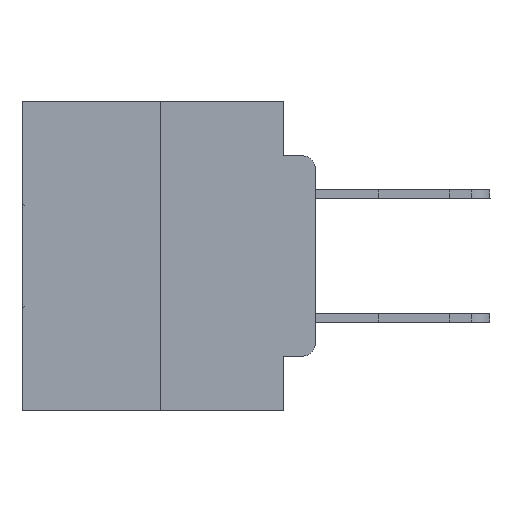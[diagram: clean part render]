
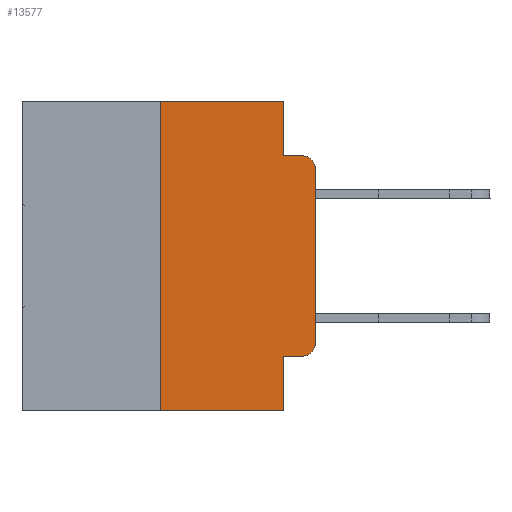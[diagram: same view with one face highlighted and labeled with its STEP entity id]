
A CAD part, left-side view. The second image highlights one B-rep face of the part: STEP entity #13577.
In plain terms, the highlighted planar face has unit normal (-1, 0, 0).
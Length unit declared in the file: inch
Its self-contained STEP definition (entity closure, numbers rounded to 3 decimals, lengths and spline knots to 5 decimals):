
#120 = CARTESIAN_POINT ( 'NONE',  ( 0., 0.25, 0. ) ) ;
#204 = EDGE_CURVE ( 'NONE', #18758, #15085, #3390, .T. ) ;
#227 = DIRECTION ( 'NONE',  ( 0., 0., 1. ) ) ;
#955 = AXIS2_PLACEMENT_3D ( 'NONE', #7740, #24873, #10256 ) ;
#1241 = AXIS2_PLACEMENT_3D ( 'NONE', #6478, #26136, #11551 ) ;
#1358 = PLANE ( 'NONE',  #1241 ) ;
#1599 = CARTESIAN_POINT ( 'NONE',  ( 0., 0.051, -0.0885 ) ) ;
#1620 = CARTESIAN_POINT ( 'NONE',  ( 0., 0.051, -0.4115 ) ) ;
#1878 = CARTESIAN_POINT ( 'NONE',  ( 0., 0., -0.1085 ) ) ;
#2171 = LINE ( 'NONE', #25278, #8955 ) ;
#2371 = VERTEX_POINT ( 'NONE', #20042 ) ;
#2748 = EDGE_CURVE ( 'NONE', #8709, #7865, #24850, .T. ) ;
#3390 = LINE ( 'NONE', #26478, #28822 ) ;
#3900 = CARTESIAN_POINT ( 'NONE',  ( 0., 0.02, -0.1085 ) ) ;
#4247 = LINE ( 'NONE', #1620, #10192 ) ;
#4567 = LINE ( 'NONE', #1599, #27689 ) ;
#5201 = VECTOR ( 'NONE', #26377, 39.37008 ) ;
#5530 = AXIS2_PLACEMENT_3D ( 'NONE', #3900, #21239, #6451 ) ;
#5787 = VERTEX_POINT ( 'NONE', #19621 ) ;
#6451 = DIRECTION ( 'NONE',  ( 0., 0., -1. ) ) ;
#6478 = CARTESIAN_POINT ( 'NONE',  ( 0., 0.473, 0. ) ) ;
#6522 = VECTOR ( 'NONE', #21817, 39.37008 ) ;
#6694 = CARTESIAN_POINT ( 'NONE',  ( 0., 0.051, -0.4115 ) ) ;
#7567 = ORIENTED_EDGE ( 'NONE', *, *, #26116, .T. ) ;
#7740 = CARTESIAN_POINT ( 'NONE',  ( 0., 0.02, -0.3915 ) ) ;
#7865 = VERTEX_POINT ( 'NONE', #28113 ) ;
#8709 = VERTEX_POINT ( 'NONE', #21382 ) ;
#8955 = VECTOR ( 'NONE', #27732, 39.37008 ) ;
#9281 = DIRECTION ( 'NONE',  ( 0., -1., 0. ) ) ;
#9726 = EDGE_CURVE ( 'NONE', #21770, #2371, #25968, .T. ) ;
#10192 = VECTOR ( 'NONE', #9281, 39.37008 ) ;
#10256 = DIRECTION ( 'NONE',  ( 0., 0., -1. ) ) ;
#10330 = ORIENTED_EDGE ( 'NONE', *, *, #11420, .T. ) ;
#10709 = ORIENTED_EDGE ( 'NONE', *, *, #19615, .F. ) ;
#11420 = EDGE_CURVE ( 'NONE', #28741, #21770, #4247, .T. ) ;
#11551 = DIRECTION ( 'NONE',  ( 0., 0., -1. ) ) ;
#11811 = LINE ( 'NONE', #19455, #24745 ) ;
#11898 = ORIENTED_EDGE ( 'NONE', *, *, #9726, .T. ) ;
#11917 = CARTESIAN_POINT ( 'NONE',  ( 0., 0.051, -0.0885 ) ) ;
#12143 = CIRCLE ( 'NONE', #5530, 0.02 ) ;
#12396 = FACE_OUTER_BOUND ( 'NONE', #13709, .T. ) ;
#12770 = CARTESIAN_POINT ( 'NONE',  ( 0., 0.051, 0. ) ) ;
#13088 = EDGE_CURVE ( 'NONE', #28741, #7865, #13199, .T. ) ;
#13199 = LINE ( 'NONE', #19385, #6522 ) ;
#13577 = ADVANCED_FACE ( 'NONE', ( #12396 ), #1358, .F. ) ;
#13709 = EDGE_LOOP ( 'NONE', ( #7567, #28627, #16467, #10709, #18782, #31667, #26740, #14571, #10330, #11898 ) ) ;
#14556 = DIRECTION ( 'NONE',  ( 0., 0., -1. ) ) ;
#14571 = ORIENTED_EDGE ( 'NONE', *, *, #13088, .F. ) ;
#14873 = VERTEX_POINT ( 'NONE', #11917 ) ;
#15085 = VERTEX_POINT ( 'NONE', #12770 ) ;
#16347 = EDGE_CURVE ( 'NONE', #8709, #18758, #27249, .T. ) ;
#16467 = ORIENTED_EDGE ( 'NONE', *, *, #21243, .F. ) ;
#18758 = VERTEX_POINT ( 'NONE', #23528 ) ;
#18782 = ORIENTED_EDGE ( 'NONE', *, *, #204, .F. ) ;
#19385 = CARTESIAN_POINT ( 'NONE',  ( 0., 0.051, 0. ) ) ;
#19455 = CARTESIAN_POINT ( 'NONE',  ( 0., 0.051, 0. ) ) ;
#19615 = EDGE_CURVE ( 'NONE', #15085, #14873, #11811, .T. ) ;
#19621 = CARTESIAN_POINT ( 'NONE',  ( 0., 0.02, -0.0885 ) ) ;
#20042 = CARTESIAN_POINT ( 'NONE',  ( 0., 0., -0.3915 ) ) ;
#20815 = VECTOR ( 'NONE', #227, 39.37008 ) ;
#21239 = DIRECTION ( 'NONE',  ( -1., 0., 0. ) ) ;
#21243 = EDGE_CURVE ( 'NONE', #14873, #5787, #4567, .T. ) ;
#21382 = CARTESIAN_POINT ( 'NONE',  ( 0., 0.25, -0.5 ) ) ;
#21500 = CARTESIAN_POINT ( 'NONE',  ( 0., 0.473, -0.5 ) ) ;
#21770 = VERTEX_POINT ( 'NONE', #23946 ) ;
#21817 = DIRECTION ( 'NONE',  ( 0., 0., -1. ) ) ;
#23528 = CARTESIAN_POINT ( 'NONE',  ( 0., 0.25, 0. ) ) ;
#23946 = CARTESIAN_POINT ( 'NONE',  ( 0., 0.02, -0.4115 ) ) ;
#24467 = EDGE_CURVE ( 'NONE', #27528, #5787, #12143, .T. ) ;
#24745 = VECTOR ( 'NONE', #14556, 39.37008 ) ;
#24850 = LINE ( 'NONE', #21500, #5201 ) ;
#24873 = DIRECTION ( 'NONE',  ( -1., 0., 0. ) ) ;
#25278 = CARTESIAN_POINT ( 'NONE',  ( 0., 0., 0. ) ) ;
#25968 = CIRCLE ( 'NONE', #955, 0.02 ) ;
#26116 = EDGE_CURVE ( 'NONE', #2371, #27528, #2171, .T. ) ;
#26136 = DIRECTION ( 'NONE',  ( 1., 0., 0. ) ) ;
#26259 = DIRECTION ( 'NONE',  ( 0., -1., 0. ) ) ;
#26377 = DIRECTION ( 'NONE',  ( 0., -1., 0. ) ) ;
#26478 = CARTESIAN_POINT ( 'NONE',  ( 0., 0.473, 0. ) ) ;
#26654 = DIRECTION ( 'NONE',  ( 0., -1., 0. ) ) ;
#26740 = ORIENTED_EDGE ( 'NONE', *, *, #2748, .T. ) ;
#27249 = LINE ( 'NONE', #120, #20815 ) ;
#27528 = VERTEX_POINT ( 'NONE', #1878 ) ;
#27689 = VECTOR ( 'NONE', #26259, 39.37008 ) ;
#27732 = DIRECTION ( 'NONE',  ( 0., 0., 1. ) ) ;
#28113 = CARTESIAN_POINT ( 'NONE',  ( 0., 0.051, -0.5 ) ) ;
#28627 = ORIENTED_EDGE ( 'NONE', *, *, #24467, .T. ) ;
#28741 = VERTEX_POINT ( 'NONE', #6694 ) ;
#28822 = VECTOR ( 'NONE', #26654, 39.37008 ) ;
#31667 = ORIENTED_EDGE ( 'NONE', *, *, #16347, .F. ) ;
